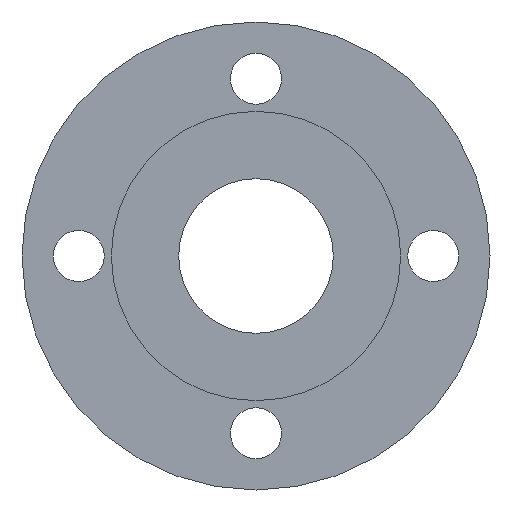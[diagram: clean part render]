
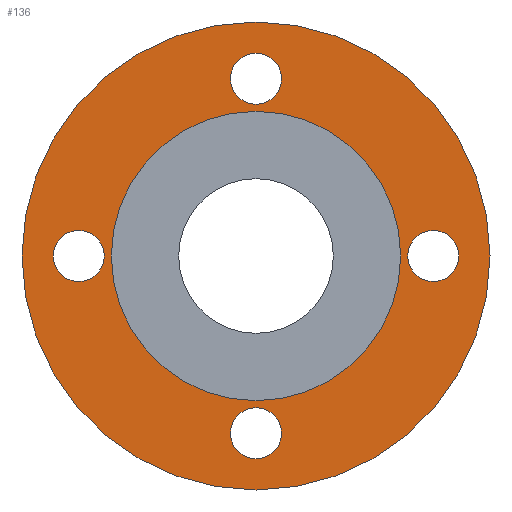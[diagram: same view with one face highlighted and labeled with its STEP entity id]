
A CAD part, front view. The second image highlights one B-rep face of the part: STEP entity #136.
In plain terms, the highlighted planar face has unit normal (0, -1, 0).
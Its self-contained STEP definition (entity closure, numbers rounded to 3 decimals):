
#1 = FACE_OUTER_BOUND ( 'NONE', #637, .T. ) ;
#18 = DIRECTION ( 'NONE',  ( 0., 0., -1. ) ) ;
#19 = AXIS2_PLACEMENT_3D ( 'NONE', #569, #20, #153 ) ;
#20 = DIRECTION ( 'NONE',  ( 0., -1., 0. ) ) ;
#24 = CARTESIAN_POINT ( 'NONE',  ( 0., 3., -51. ) ) ;
#28 = VERTEX_POINT ( 'NONE', #740 ) ;
#32 = ORIENTED_EDGE ( 'NONE', *, *, #145, .F. ) ;
#35 = CARTESIAN_POINT ( 'NONE',  ( 0., 3., 0. ) ) ;
#36 = EDGE_CURVE ( 'NONE', #749, #465, #546, .T. ) ;
#38 = DIRECTION ( 'NONE',  ( 0., 1., 0. ) ) ;
#64 = CARTESIAN_POINT ( 'NONE',  ( 0., 3., 82.5 ) ) ;
#65 = FACE_BOUND ( 'NONE', #473, .T. ) ;
#77 = CARTESIAN_POINT ( 'NONE',  ( -62.5, 3., -9. ) ) ;
#83 = AXIS2_PLACEMENT_3D ( 'NONE', #334, #84, #643 ) ;
#84 = DIRECTION ( 'NONE',  ( 0., -1., 0. ) ) ;
#101 = AXIS2_PLACEMENT_3D ( 'NONE', #233, #650, #362 ) ;
#114 = DIRECTION ( 'NONE',  ( 0., 1., 0. ) ) ;
#119 = DIRECTION ( 'NONE',  ( 0., -1., 0. ) ) ;
#136 = ADVANCED_FACE ( 'NONE', ( #65, #313, #662, #553, #657, #1 ), #249, .T. ) ;
#145 = EDGE_CURVE ( 'NONE', #471, #718, #183, .T. ) ;
#146 = CARTESIAN_POINT ( 'NONE',  ( 62.5, 3., 0. ) ) ;
#147 = DIRECTION ( 'NONE',  ( 0., 0., -1. ) ) ;
#152 = CIRCLE ( 'NONE', #503, 9. ) ;
#153 = DIRECTION ( 'NONE',  ( 0., 0., -1. ) ) ;
#161 = DIRECTION ( 'NONE',  ( 0., -1., 0. ) ) ;
#173 = CARTESIAN_POINT ( 'NONE',  ( -62.5, 3., 0. ) ) ;
#183 = CIRCLE ( 'NONE', #260, 82.5 ) ;
#184 = VERTEX_POINT ( 'NONE', #678 ) ;
#192 = VERTEX_POINT ( 'NONE', #322 ) ;
#202 = EDGE_CURVE ( 'NONE', #465, #749, #402, .T. ) ;
#217 = EDGE_LOOP ( 'NONE', ( #771, #642 ) ) ;
#224 = DIRECTION ( 'NONE',  ( 0., 0., -1. ) ) ;
#233 = CARTESIAN_POINT ( 'NONE',  ( 0., 3., 0. ) ) ;
#235 = DIRECTION ( 'NONE',  ( 0., -1., 0. ) ) ;
#238 = CARTESIAN_POINT ( 'NONE',  ( 0., 3., 51. ) ) ;
#239 = AXIS2_PLACEMENT_3D ( 'NONE', #780, #516, #224 ) ;
#243 = DIRECTION ( 'NONE',  ( 0., 0., -1. ) ) ;
#244 = ORIENTED_EDGE ( 'NONE', *, *, #447, .F. ) ;
#249 = PLANE ( 'NONE',  #490 ) ;
#256 = CARTESIAN_POINT ( 'NONE',  ( 0., 3., -71.5 ) ) ;
#260 = AXIS2_PLACEMENT_3D ( 'NONE', #489, #114, #356 ) ;
#263 = CARTESIAN_POINT ( 'NONE',  ( 0., 3., 62.5 ) ) ;
#269 = EDGE_CURVE ( 'NONE', #420, #369, #660, .T. ) ;
#273 = CIRCLE ( 'NONE', #514, 9. ) ;
#285 = CARTESIAN_POINT ( 'NONE',  ( 0., 3., 62.5 ) ) ;
#288 = VERTEX_POINT ( 'NONE', #561 ) ;
#293 = ORIENTED_EDGE ( 'NONE', *, *, #619, .T. ) ;
#302 = EDGE_LOOP ( 'NONE', ( #743, #706 ) ) ;
#313 = FACE_BOUND ( 'NONE', #484, .T. ) ;
#321 = VERTEX_POINT ( 'NONE', #24 ) ;
#322 = CARTESIAN_POINT ( 'NONE',  ( 0., 3., -53.5 ) ) ;
#328 = CIRCLE ( 'NONE', #19, 9. ) ;
#334 = CARTESIAN_POINT ( 'NONE',  ( 0., 3., -62.5 ) ) ;
#342 = CIRCLE ( 'NONE', #101, 82.5 ) ;
#356 = DIRECTION ( 'NONE',  ( 0., 0., 1. ) ) ;
#360 = EDGE_CURVE ( 'NONE', #288, #321, #501, .T. ) ;
#362 = DIRECTION ( 'NONE',  ( 0., 0., 1. ) ) ;
#363 = ORIENTED_EDGE ( 'NONE', *, *, #368, .F. ) ;
#366 = ORIENTED_EDGE ( 'NONE', *, *, #692, .F. ) ;
#368 = EDGE_CURVE ( 'NONE', #369, #420, #273, .T. ) ;
#369 = VERTEX_POINT ( 'NONE', #405 ) ;
#390 = AXIS2_PLACEMENT_3D ( 'NONE', #557, #434, #18 ) ;
#402 = CIRCLE ( 'NONE', #390, 9. ) ;
#405 = CARTESIAN_POINT ( 'NONE',  ( 0., 3., 71.5 ) ) ;
#420 = VERTEX_POINT ( 'NONE', #774 ) ;
#428 = AXIS2_PLACEMENT_3D ( 'NONE', #640, #38, #521 ) ;
#434 = DIRECTION ( 'NONE',  ( 0., -1., 0. ) ) ;
#441 = ORIENTED_EDGE ( 'NONE', *, *, #360, .T. ) ;
#447 = EDGE_CURVE ( 'NONE', #184, #28, #584, .T. ) ;
#464 = DIRECTION ( 'NONE',  ( 0., 1., 0. ) ) ;
#465 = VERTEX_POINT ( 'NONE', #764 ) ;
#468 = ORIENTED_EDGE ( 'NONE', *, *, #532, .F. ) ;
#471 = VERTEX_POINT ( 'NONE', #702 ) ;
#473 = EDGE_LOOP ( 'NONE', ( #244, #468 ) ) ;
#484 = EDGE_LOOP ( 'NONE', ( #781, #363 ) ) ;
#489 = CARTESIAN_POINT ( 'NONE',  ( 0., 3., 0. ) ) ;
#490 = AXIS2_PLACEMENT_3D ( 'NONE', #238, #119, #541 ) ;
#501 = CIRCLE ( 'NONE', #428, 51. ) ;
#503 = AXIS2_PLACEMENT_3D ( 'NONE', #146, #513, #767 ) ;
#513 = DIRECTION ( 'NONE',  ( 0., -1., 0. ) ) ;
#514 = AXIS2_PLACEMENT_3D ( 'NONE', #285, #161, #697 ) ;
#516 = DIRECTION ( 'NONE',  ( 0., -1., 0. ) ) ;
#521 = DIRECTION ( 'NONE',  ( 0., 0., 1. ) ) ;
#532 = EDGE_CURVE ( 'NONE', #28, #184, #152, .T. ) ;
#541 = DIRECTION ( 'NONE',  ( 0., 0., -1. ) ) ;
#543 = CIRCLE ( 'NONE', #645, 51. ) ;
#546 = CIRCLE ( 'NONE', #586, 9. ) ;
#548 = EDGE_CURVE ( 'NONE', #192, #778, #328, .T. ) ;
#553 = FACE_BOUND ( 'NONE', #217, .T. ) ;
#557 = CARTESIAN_POINT ( 'NONE',  ( -62.5, 3., 0. ) ) ;
#561 = CARTESIAN_POINT ( 'NONE',  ( 0., 3., 51. ) ) ;
#563 = DIRECTION ( 'NONE',  ( 0., -1., 0. ) ) ;
#568 = AXIS2_PLACEMENT_3D ( 'NONE', #263, #563, #147 ) ;
#569 = CARTESIAN_POINT ( 'NONE',  ( 0., 3., -62.5 ) ) ;
#571 = EDGE_CURVE ( 'NONE', #778, #192, #685, .T. ) ;
#584 = CIRCLE ( 'NONE', #239, 9. ) ;
#586 = AXIS2_PLACEMENT_3D ( 'NONE', #173, #235, #243 ) ;
#619 = EDGE_CURVE ( 'NONE', #321, #288, #543, .T. ) ;
#637 = EDGE_LOOP ( 'NONE', ( #366, #32 ) ) ;
#640 = CARTESIAN_POINT ( 'NONE',  ( 0., 3., 0. ) ) ;
#642 = ORIENTED_EDGE ( 'NONE', *, *, #548, .F. ) ;
#643 = DIRECTION ( 'NONE',  ( 0., 0., -1. ) ) ;
#645 = AXIS2_PLACEMENT_3D ( 'NONE', #35, #464, #654 ) ;
#650 = DIRECTION ( 'NONE',  ( 0., 1., 0. ) ) ;
#654 = DIRECTION ( 'NONE',  ( 0., 0., 1. ) ) ;
#657 = FACE_BOUND ( 'NONE', #766, .T. ) ;
#660 = CIRCLE ( 'NONE', #568, 9. ) ;
#662 = FACE_BOUND ( 'NONE', #302, .T. ) ;
#678 = CARTESIAN_POINT ( 'NONE',  ( 62.5, 3., -9. ) ) ;
#685 = CIRCLE ( 'NONE', #83, 9. ) ;
#692 = EDGE_CURVE ( 'NONE', #718, #471, #342, .T. ) ;
#697 = DIRECTION ( 'NONE',  ( 0., 0., -1. ) ) ;
#702 = CARTESIAN_POINT ( 'NONE',  ( 0., 3., -82.5 ) ) ;
#706 = ORIENTED_EDGE ( 'NONE', *, *, #202, .F. ) ;
#718 = VERTEX_POINT ( 'NONE', #64 ) ;
#740 = CARTESIAN_POINT ( 'NONE',  ( 62.5, 3., 9. ) ) ;
#743 = ORIENTED_EDGE ( 'NONE', *, *, #36, .F. ) ;
#749 = VERTEX_POINT ( 'NONE', #77 ) ;
#764 = CARTESIAN_POINT ( 'NONE',  ( -62.5, 3., 9. ) ) ;
#766 = EDGE_LOOP ( 'NONE', ( #441, #293 ) ) ;
#767 = DIRECTION ( 'NONE',  ( 0., 0., -1. ) ) ;
#771 = ORIENTED_EDGE ( 'NONE', *, *, #571, .F. ) ;
#774 = CARTESIAN_POINT ( 'NONE',  ( 0., 3., 53.5 ) ) ;
#778 = VERTEX_POINT ( 'NONE', #256 ) ;
#780 = CARTESIAN_POINT ( 'NONE',  ( 62.5, 3., 0. ) ) ;
#781 = ORIENTED_EDGE ( 'NONE', *, *, #269, .F. ) ;
